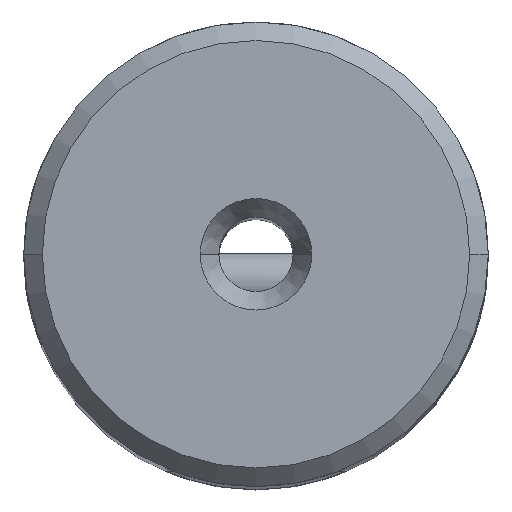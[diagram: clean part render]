
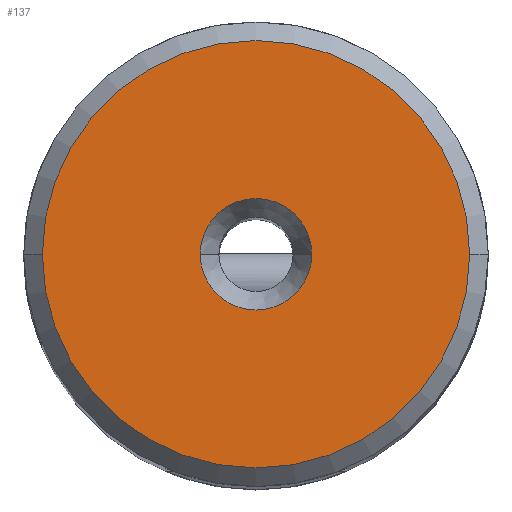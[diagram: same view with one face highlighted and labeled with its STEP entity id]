
A CAD part, top view. The second image highlights one B-rep face of the part: STEP entity #137.
In plain terms, the highlighted planar face has unit normal (0, 0, 1).
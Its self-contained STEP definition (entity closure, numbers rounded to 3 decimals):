
#35=PLANE('',#1665);
#60=FACE_BOUND('',#358,.T.);
#61=FACE_BOUND('',#359,.T.);
#137=ADVANCED_FACE('',(#60,#61),#35,.F.);
#358=EDGE_LOOP('',(#741,#742));
#359=EDGE_LOOP('',(#743,#744));
#438=CIRCLE('',#1620,3.);
#439=CIRCLE('',#1622,11.493);
#463=CIRCLE('',#1662,11.493);
#464=CIRCLE('',#1664,3.);
#741=ORIENTED_EDGE('',*,*,#1221,.F.);
#742=ORIENTED_EDGE('',*,*,#1305,.F.);
#743=ORIENTED_EDGE('',*,*,#1219,.T.);
#744=ORIENTED_EDGE('',*,*,#1306,.T.);
#1060=VERTEX_POINT('',#2485);
#1061=VERTEX_POINT('',#2487);
#1062=VERTEX_POINT('',#2491);
#1063=VERTEX_POINT('',#2492);
#1219=EDGE_CURVE('',#1061,#1060,#438,.T.);
#1221=EDGE_CURVE('',#1062,#1063,#439,.T.);
#1305=EDGE_CURVE('',#1063,#1062,#463,.T.);
#1306=EDGE_CURVE('',#1060,#1061,#464,.T.);
#1620=AXIS2_PLACEMENT_3D('',#2486,#1853,#1854);
#1622=AXIS2_PLACEMENT_3D('',#2490,#1858,#1859);
#1662=AXIS2_PLACEMENT_3D('',#2859,#1965,#1966);
#1664=AXIS2_PLACEMENT_3D('',#2861,#1969,#1970);
#1665=AXIS2_PLACEMENT_3D('',#2862,#1971,#1972);
#1853=DIRECTION('',(0.,0.,-1.));
#1854=DIRECTION('',(-1.,0.,0.));
#1858=DIRECTION('',(0.,0.,-1.));
#1859=DIRECTION('',(-1.,0.,0.));
#1965=DIRECTION('',(0.,0.,-1.));
#1966=DIRECTION('',(-1.,0.,0.));
#1969=DIRECTION('',(0.,0.,-1.));
#1970=DIRECTION('',(-1.,0.,0.));
#1971=DIRECTION('',(0.,0.,-1.));
#1972=DIRECTION('',(1.,0.,0.));
#2485=CARTESIAN_POINT('',(-3.,0.,0.));
#2486=CARTESIAN_POINT('',(0.,0.,0.));
#2487=CARTESIAN_POINT('',(3.,0.,0.));
#2490=CARTESIAN_POINT('',(0.,0.,0.));
#2491=CARTESIAN_POINT('',(-11.493,0.,0.));
#2492=CARTESIAN_POINT('',(11.493,0.,0.));
#2859=CARTESIAN_POINT('',(0.,0.,0.));
#2861=CARTESIAN_POINT('',(0.,0.,0.));
#2862=CARTESIAN_POINT('',(0.,3.,0.));
